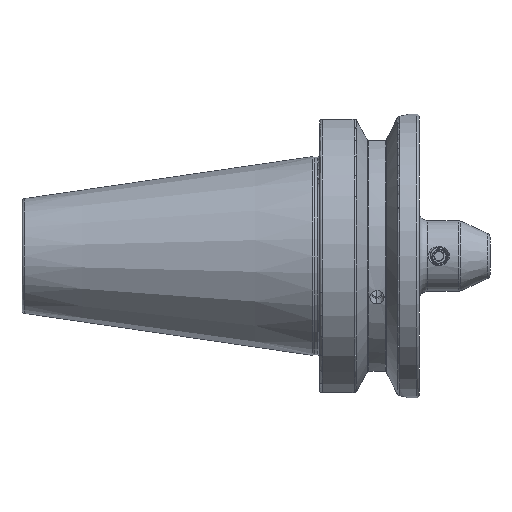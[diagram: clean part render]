
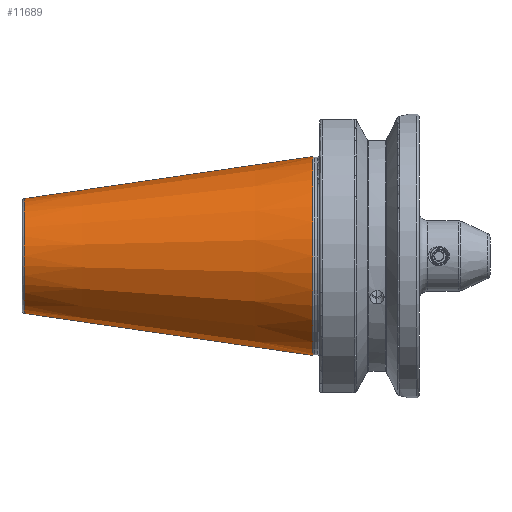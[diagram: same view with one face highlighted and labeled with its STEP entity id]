
A CAD part, front view. The second image highlights one B-rep face of the part: STEP entity #11689.
In plain terms, the highlighted conical face has half-angle 8.297 degrees and reference radius 34.998 mm.
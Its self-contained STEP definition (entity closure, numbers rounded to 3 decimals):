
#7311 = CIRCLE ( 'NONE', #23265, 20.204 ) ;
#7315 = CIRCLE ( 'NONE', #23271, 34.998 ) ;
#7399 = VECTOR ( 'NONE', #11438, 1000. ) ;
#7414 = LINE ( 'NONE', #11437, #7399 ) ;
#7436 = LINE ( 'NONE', #11456, #7437 ) ;
#7437 = VECTOR ( 'NONE', #11484, 1000. ) ;
#7646 = ORIENTED_EDGE ( 'NONE', *, *, #24719, .T. ) ;
#8802 = CARTESIAN_POINT ( 'NONE',  ( -103.944, 0., 0. ) ) ;
#8808 = DIRECTION ( 'NONE',  ( 1., 0., 0. ) ) ;
#9009 = DIRECTION ( 'NONE',  ( 0., 0., -1. ) ) ;
#9020 = EDGE_LOOP ( 'NONE', ( #9857, #9859, #7646, #9990 ) ) ;
#9382 = DIRECTION ( 'NONE',  ( 1., 0., 0. ) ) ;
#9388 = CARTESIAN_POINT ( 'NONE',  ( -2.5, 0., 0. ) ) ;
#9448 = DIRECTION ( 'NONE',  ( 0., 0., -1. ) ) ;
#9857 = ORIENTED_EDGE ( 'NONE', *, *, #24711, .F. ) ;
#9859 = ORIENTED_EDGE ( 'NONE', *, *, #16315, .T. ) ;
#9990 = ORIENTED_EDGE ( 'NONE', *, *, #16339, .F. ) ;
#10599 = CARTESIAN_POINT ( 'NONE',  ( -2.5, 0., -34.998 ) ) ;
#10611 = CARTESIAN_POINT ( 'NONE',  ( -103.944, 0., -20.204 ) ) ;
#11092 = CARTESIAN_POINT ( 'NONE',  ( -103.944, 0., 20.204 ) ) ;
#11182 = CARTESIAN_POINT ( 'NONE',  ( -2.5, 0., 34.998 ) ) ;
#11437 = CARTESIAN_POINT ( 'NONE',  ( -2.5, 0., 34.998 ) ) ;
#11438 = DIRECTION ( 'NONE',  ( 0.99, 0., 0.144 ) ) ;
#11456 = CARTESIAN_POINT ( 'NONE',  ( -2.5, 0., -34.998 ) ) ;
#11484 = DIRECTION ( 'NONE',  ( 0.99, 0., -0.144 ) ) ;
#11689 = ADVANCED_FACE ( 'NONE', ( #13319 ), #13259, .T. ) ;
#13259 = CONICAL_SURFACE ( 'NONE', #16350, 34.998, 0.145 ) ;
#13319 = FACE_OUTER_BOUND ( 'NONE', #9020, .T. ) ;
#16315 = EDGE_CURVE ( 'NONE', #24247, #24530, #7311, .T. ) ;
#16339 = EDGE_CURVE ( 'NONE', #24272, #24521, #7315, .T. ) ;
#16350 = AXIS2_PLACEMENT_3D ( 'NONE', #23576, #23577, #23558 ) ;
#23265 = AXIS2_PLACEMENT_3D ( 'NONE', #8802, #8808, #9009 ) ;
#23271 = AXIS2_PLACEMENT_3D ( 'NONE', #9388, #9382, #9448 ) ;
#23558 = DIRECTION ( 'NONE',  ( 0., 0., -1. ) ) ;
#23576 = CARTESIAN_POINT ( 'NONE',  ( -2.5, 0., 0. ) ) ;
#23577 = DIRECTION ( 'NONE',  ( 1., 0., 0. ) ) ;
#24247 = VERTEX_POINT ( 'NONE', #11092 ) ;
#24272 = VERTEX_POINT ( 'NONE', #11182 ) ;
#24521 = VERTEX_POINT ( 'NONE', #10599 ) ;
#24530 = VERTEX_POINT ( 'NONE', #10611 ) ;
#24711 = EDGE_CURVE ( 'NONE', #24247, #24272, #7414, .T. ) ;
#24719 = EDGE_CURVE ( 'NONE', #24530, #24521, #7436, .T. ) ;
